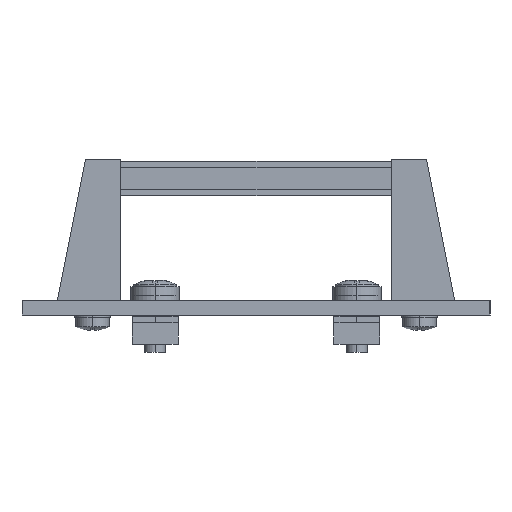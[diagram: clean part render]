
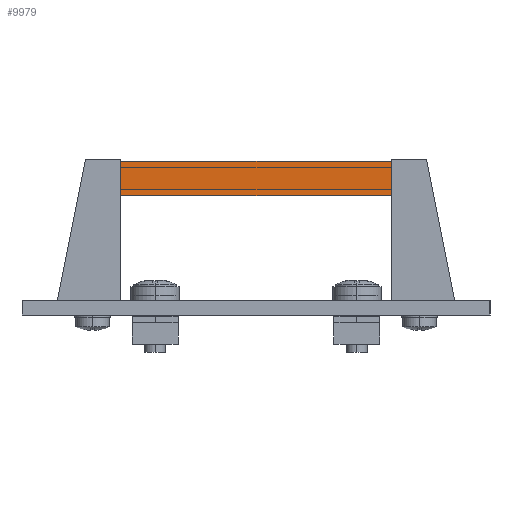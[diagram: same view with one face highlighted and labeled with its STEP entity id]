
A CAD part, left-side view. The second image highlights one B-rep face of the part: STEP entity #9979.
In plain terms, the highlighted planar face has unit normal (-1, 0, 0).
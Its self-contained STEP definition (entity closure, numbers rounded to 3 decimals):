
#262 = EDGE_CURVE ( 'NONE', #13698, #5414, #11589, .T. ) ;
#565 = ORIENTED_EDGE ( 'NONE', *, *, #262, .F. ) ;
#584 = CARTESIAN_POINT ( 'NONE',  ( -215.9, -38.25, 29.7 ) ) ;
#785 = CARTESIAN_POINT ( 'NONE',  ( -215.9, -38.25, 39.5 ) ) ;
#1834 = DIRECTION ( 'NONE',  ( 0., 1., 0. ) ) ;
#2444 = LINE ( 'NONE', #7698, #12261 ) ;
#2828 = DIRECTION ( 'NONE',  ( 0., 0., -1. ) ) ;
#2961 = EDGE_CURVE ( 'NONE', #5414, #14840, #2444, .T. ) ;
#3116 = CARTESIAN_POINT ( 'NONE',  ( -215.9, -52.109, 39.5 ) ) ;
#3350 = DIRECTION ( 'NONE',  ( 1., 0., 0. ) ) ;
#3603 = VECTOR ( 'NONE', #1834, 1000. ) ;
#5128 = LINE ( 'NONE', #8357, #3603 ) ;
#5155 = CARTESIAN_POINT ( 'NONE',  ( -215.9, 38.25, 39.5 ) ) ;
#5414 = VERTEX_POINT ( 'NONE', #584 ) ;
#5441 = VERTEX_POINT ( 'NONE', #14853 ) ;
#5687 = ORIENTED_EDGE ( 'NONE', *, *, #9483, .T. ) ;
#7698 = CARTESIAN_POINT ( 'NONE',  ( -215.9, -52.109, 29.7 ) ) ;
#8357 = CARTESIAN_POINT ( 'NONE',  ( -215.9, -52.109, 39.5 ) ) ;
#8676 = ORIENTED_EDGE ( 'NONE', *, *, #2961, .F. ) ;
#9140 = DIRECTION ( 'NONE',  ( 0., 0., -1. ) ) ;
#9483 = EDGE_CURVE ( 'NONE', #5441, #14840, #15559, .T. ) ;
#9724 = DIRECTION ( 'NONE',  ( 0., 0., -1. ) ) ;
#9979 = ADVANCED_FACE ( 'NONE', ( #12199 ), #14766, .F. ) ;
#10058 = ORIENTED_EDGE ( 'NONE', *, *, #16511, .T. ) ;
#11251 = AXIS2_PLACEMENT_3D ( 'NONE', #3116, #3350, #9724 ) ;
#11589 = LINE ( 'NONE', #13035, #12330 ) ;
#11930 = EDGE_LOOP ( 'NONE', ( #565, #10058, #5687, #8676 ) ) ;
#12199 = FACE_OUTER_BOUND ( 'NONE', #11930, .T. ) ;
#12261 = VECTOR ( 'NONE', #15476, 1000. ) ;
#12330 = VECTOR ( 'NONE', #2828, 1000. ) ;
#13035 = CARTESIAN_POINT ( 'NONE',  ( -215.9, -38.25, 39.5 ) ) ;
#13494 = CARTESIAN_POINT ( 'NONE',  ( -215.9, 38.25, 29.7 ) ) ;
#13698 = VERTEX_POINT ( 'NONE', #785 ) ;
#14766 = PLANE ( 'NONE',  #11251 ) ;
#14840 = VERTEX_POINT ( 'NONE', #13494 ) ;
#14853 = CARTESIAN_POINT ( 'NONE',  ( -215.9, 38.25, 39.5 ) ) ;
#15476 = DIRECTION ( 'NONE',  ( 0., 1., 0. ) ) ;
#15559 = LINE ( 'NONE', #5155, #16402 ) ;
#16402 = VECTOR ( 'NONE', #9140, 1000. ) ;
#16511 = EDGE_CURVE ( 'NONE', #13698, #5441, #5128, .T. ) ;
